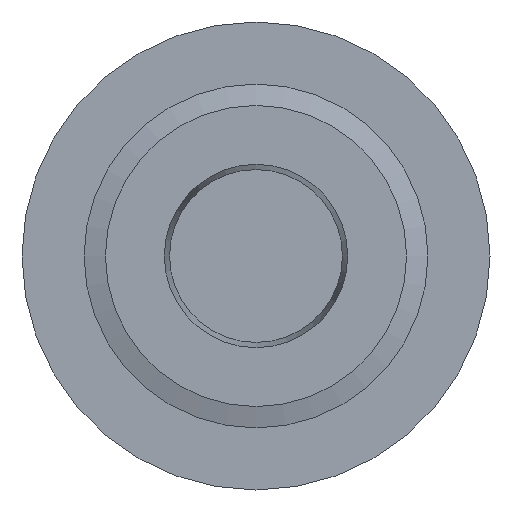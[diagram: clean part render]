
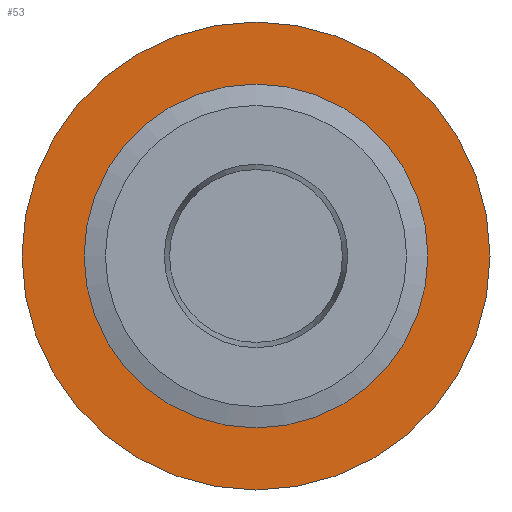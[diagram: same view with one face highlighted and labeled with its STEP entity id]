
A CAD part, left-side view. The second image highlights one B-rep face of the part: STEP entity #53.
In plain terms, the highlighted planar face has unit normal (-1, 0, 0).
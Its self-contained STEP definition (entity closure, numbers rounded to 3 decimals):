
#53 = ADVANCED_FACE( '', ( #116, #117 ), #118, .F. );
#116 = FACE_BOUND( '', #187, .T. );
#117 = FACE_OUTER_BOUND( '', #188, .T. );
#118 = PLANE( '', #189 );
#187 = EDGE_LOOP( '', ( #267 ) );
#188 = EDGE_LOOP( '', ( #268 ) );
#189 = AXIS2_PLACEMENT_3D( '', #269, #270, #271 );
#267 = ORIENTED_EDGE( '', *, *, #351, .F. );
#268 = ORIENTED_EDGE( '', *, *, #352, .T. );
#269 = CARTESIAN_POINT( '', ( 0., 0., 24.5 ) );
#270 = DIRECTION( '', ( 1., 0., 0. ) );
#271 = DIRECTION( '', ( 0., 0., -1. ) );
#351 = EDGE_CURVE( '', #398, #398, #399, .T. );
#352 = EDGE_CURVE( '', #400, #400, #401, .T. );
#398 = VERTEX_POINT( '', #453 );
#399 = CIRCLE( '', #454, 18. );
#400 = VERTEX_POINT( '', #455 );
#401 = CIRCLE( '', #456, 24.5 );
#453 = CARTESIAN_POINT( '', ( 0., 0., 18. ) );
#454 = AXIS2_PLACEMENT_3D( '', #508, #509, #510 );
#455 = CARTESIAN_POINT( '', ( 0., 0., 24.5 ) );
#456 = AXIS2_PLACEMENT_3D( '', #511, #512, #513 );
#508 = CARTESIAN_POINT( '', ( 0., 0., 0. ) );
#509 = DIRECTION( '', ( -1., 0., 0. ) );
#510 = DIRECTION( '', ( 0., 0., 1. ) );
#511 = CARTESIAN_POINT( '', ( 0., 0., 0. ) );
#512 = DIRECTION( '', ( -1., 0., 0. ) );
#513 = DIRECTION( '', ( 0., 0., 1. ) );
